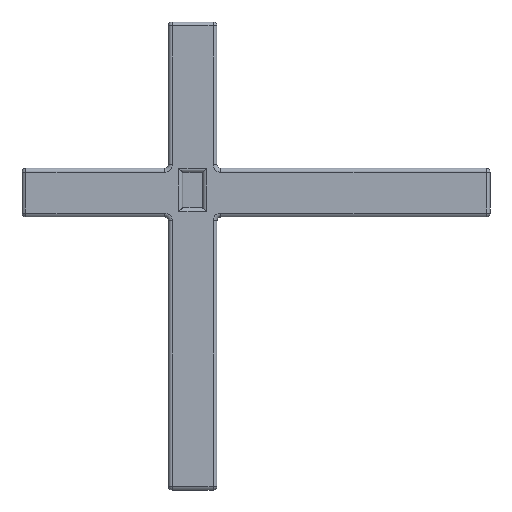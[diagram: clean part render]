
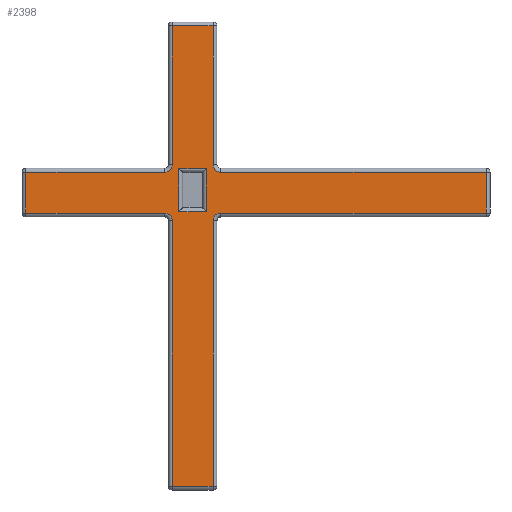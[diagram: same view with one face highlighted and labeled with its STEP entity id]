
A CAD part, front view. The second image highlights one B-rep face of the part: STEP entity #2398.
In plain terms, the highlighted planar face has unit normal (0, -1, 0).
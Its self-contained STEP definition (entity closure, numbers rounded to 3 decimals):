
#1756 = VERTEX_POINT('',#1757);
#1757 = CARTESIAN_POINT('',(10.9,-121.,103.3));
#1766 = VERTEX_POINT('',#1767);
#1767 = CARTESIAN_POINT('',(25.1,-121.,103.3));
#1774 = EDGE_CURVE('',#1756,#1766,#1775,.T.);
#1775 = LINE('',#1776,#1777);
#1776 = CARTESIAN_POINT('',(12.9,-121.,103.3));
#1777 = VECTOR('',#1778,1.);
#1778 = DIRECTION('',(1.,0.,0.));
#2336 = VERTEX_POINT('',#2337);
#2337 = CARTESIAN_POINT('',(10.9,-121.,81.3));
#2346 = EDGE_CURVE('',#2336,#1756,#2347,.T.);
#2347 = LINE('',#2348,#2349);
#2348 = CARTESIAN_POINT('',(10.9,-121.,83.3));
#2349 = VECTOR('',#2350,1.);
#2350 = DIRECTION('',(0.,0.,1.));
#2380 = VERTEX_POINT('',#2381);
#2381 = CARTESIAN_POINT('',(25.1,-121.,81.3));
#2388 = EDGE_CURVE('',#1766,#2380,#2389,.T.);
#2389 = LINE('',#2390,#2391);
#2390 = CARTESIAN_POINT('',(25.1,-121.,101.3));
#2391 = VECTOR('',#2392,1.);
#2392 = DIRECTION('',(0.,0.,-1.));
#2398 = ADVANCED_FACE('',(#2399,#2533),#2544,.F.);
#2399 = FACE_BOUND('',#2400,.F.);
#2400 = EDGE_LOOP('',(#2401,#2411,#2420,#2428,#2436,#2444,#2453,#2461,
    #2469,#2477,#2486,#2494,#2502,#2510,#2519,#2527));
#2401 = ORIENTED_EDGE('',*,*,#2402,.F.);
#2402 = EDGE_CURVE('',#2403,#2405,#2407,.T.);
#2403 = VERTEX_POINT('',#2404);
#2404 = CARTESIAN_POINT('',(7.5,-121.,76.5));
#2405 = VERTEX_POINT('',#2406);
#2406 = CARTESIAN_POINT('',(7.5,-121.,-59.5));
#2407 = LINE('',#2408,#2409);
#2408 = CARTESIAN_POINT('',(7.5,-121.,78.5));
#2409 = VECTOR('',#2410,1.);
#2410 = DIRECTION('',(0.,0.,-1.));
#2411 = ORIENTED_EDGE('',*,*,#2412,.T.);
#2412 = EDGE_CURVE('',#2403,#2413,#2415,.T.);
#2413 = VERTEX_POINT('',#2414);
#2414 = CARTESIAN_POINT('',(3.5,-121.,80.5));
#2415 = CIRCLE('',#2416,4.);
#2416 = AXIS2_PLACEMENT_3D('',#2417,#2418,#2419);
#2417 = CARTESIAN_POINT('',(3.5,-121.,76.5));
#2418 = DIRECTION('',(0.,-1.,0.));
#2419 = DIRECTION('',(1.,0.,0.));
#2420 = ORIENTED_EDGE('',*,*,#2421,.F.);
#2421 = EDGE_CURVE('',#2422,#2413,#2424,.T.);
#2422 = VERTEX_POINT('',#2423);
#2423 = CARTESIAN_POINT('',(-67.5,-121.,80.5));
#2424 = LINE('',#2425,#2426);
#2425 = CARTESIAN_POINT('',(-69.5,-121.,80.5));
#2426 = VECTOR('',#2427,1.);
#2427 = DIRECTION('',(1.,0.,0.));
#2428 = ORIENTED_EDGE('',*,*,#2429,.F.);
#2429 = EDGE_CURVE('',#2430,#2422,#2432,.T.);
#2430 = VERTEX_POINT('',#2431);
#2431 = CARTESIAN_POINT('',(-67.5,-121.,101.5));
#2432 = LINE('',#2433,#2434);
#2433 = CARTESIAN_POINT('',(-67.5,-121.,103.5));
#2434 = VECTOR('',#2435,1.);
#2435 = DIRECTION('',(0.,0.,-1.));
#2436 = ORIENTED_EDGE('',*,*,#2437,.F.);
#2437 = EDGE_CURVE('',#2438,#2430,#2440,.T.);
#2438 = VERTEX_POINT('',#2439);
#2439 = CARTESIAN_POINT('',(3.5,-121.,101.5));
#2440 = LINE('',#2441,#2442);
#2441 = CARTESIAN_POINT('',(5.5,-121.,101.5));
#2442 = VECTOR('',#2443,1.);
#2443 = DIRECTION('',(-1.,0.,0.));
#2444 = ORIENTED_EDGE('',*,*,#2445,.T.);
#2445 = EDGE_CURVE('',#2438,#2446,#2448,.T.);
#2446 = VERTEX_POINT('',#2447);
#2447 = CARTESIAN_POINT('',(7.5,-121.,105.5));
#2448 = CIRCLE('',#2449,4.);
#2449 = AXIS2_PLACEMENT_3D('',#2450,#2451,#2452);
#2450 = CARTESIAN_POINT('',(3.5,-121.,105.5));
#2451 = DIRECTION('',(0.,-1.,0.));
#2452 = DIRECTION('',(0.,0.,-1.));
#2453 = ORIENTED_EDGE('',*,*,#2454,.F.);
#2454 = EDGE_CURVE('',#2455,#2446,#2457,.T.);
#2455 = VERTEX_POINT('',#2456);
#2456 = CARTESIAN_POINT('',(7.5,-121.,176.5));
#2457 = LINE('',#2458,#2459);
#2458 = CARTESIAN_POINT('',(7.5,-121.,178.5));
#2459 = VECTOR('',#2460,1.);
#2460 = DIRECTION('',(0.,0.,-1.));
#2461 = ORIENTED_EDGE('',*,*,#2462,.F.);
#2462 = EDGE_CURVE('',#2463,#2455,#2465,.T.);
#2463 = VERTEX_POINT('',#2464);
#2464 = CARTESIAN_POINT('',(28.5,-121.,176.5));
#2465 = LINE('',#2466,#2467);
#2466 = CARTESIAN_POINT('',(30.5,-121.,176.5));
#2467 = VECTOR('',#2468,1.);
#2468 = DIRECTION('',(-1.,0.,0.));
#2469 = ORIENTED_EDGE('',*,*,#2470,.F.);
#2470 = EDGE_CURVE('',#2471,#2463,#2473,.T.);
#2471 = VERTEX_POINT('',#2472);
#2472 = CARTESIAN_POINT('',(28.5,-121.,105.5));
#2473 = LINE('',#2474,#2475);
#2474 = CARTESIAN_POINT('',(28.5,-121.,103.5));
#2475 = VECTOR('',#2476,1.);
#2476 = DIRECTION('',(0.,0.,1.));
#2477 = ORIENTED_EDGE('',*,*,#2478,.F.);
#2478 = EDGE_CURVE('',#2479,#2471,#2481,.T.);
#2479 = VERTEX_POINT('',#2480);
#2480 = CARTESIAN_POINT('',(32.5,-121.,101.5));
#2481 = CIRCLE('',#2482,4.);
#2482 = AXIS2_PLACEMENT_3D('',#2483,#2484,#2485);
#2483 = CARTESIAN_POINT('',(32.5,-121.,105.5));
#2484 = DIRECTION('',(0.,1.,0.));
#2485 = DIRECTION('',(0.,0.,-1.));
#2486 = ORIENTED_EDGE('',*,*,#2487,.F.);
#2487 = EDGE_CURVE('',#2488,#2479,#2490,.T.);
#2488 = VERTEX_POINT('',#2489);
#2489 = CARTESIAN_POINT('',(168.5,-121.,101.5));
#2490 = LINE('',#2491,#2492);
#2491 = CARTESIAN_POINT('',(170.5,-121.,101.5));
#2492 = VECTOR('',#2493,1.);
#2493 = DIRECTION('',(-1.,0.,0.));
#2494 = ORIENTED_EDGE('',*,*,#2495,.F.);
#2495 = EDGE_CURVE('',#2496,#2488,#2498,.T.);
#2496 = VERTEX_POINT('',#2497);
#2497 = CARTESIAN_POINT('',(168.5,-121.,80.5));
#2498 = LINE('',#2499,#2500);
#2499 = CARTESIAN_POINT('',(168.5,-121.,78.5));
#2500 = VECTOR('',#2501,1.);
#2501 = DIRECTION('',(0.,0.,1.));
#2502 = ORIENTED_EDGE('',*,*,#2503,.F.);
#2503 = EDGE_CURVE('',#2504,#2496,#2506,.T.);
#2504 = VERTEX_POINT('',#2505);
#2505 = CARTESIAN_POINT('',(32.5,-121.,80.5));
#2506 = LINE('',#2507,#2508);
#2507 = CARTESIAN_POINT('',(30.5,-121.,80.5));
#2508 = VECTOR('',#2509,1.);
#2509 = DIRECTION('',(1.,0.,0.));
#2510 = ORIENTED_EDGE('',*,*,#2511,.F.);
#2511 = EDGE_CURVE('',#2512,#2504,#2514,.T.);
#2512 = VERTEX_POINT('',#2513);
#2513 = CARTESIAN_POINT('',(28.5,-121.,76.5));
#2514 = CIRCLE('',#2515,4.);
#2515 = AXIS2_PLACEMENT_3D('',#2516,#2517,#2518);
#2516 = CARTESIAN_POINT('',(32.5,-121.,76.5));
#2517 = DIRECTION('',(0.,1.,0.));
#2518 = DIRECTION('',(-1.,0.,0.));
#2519 = ORIENTED_EDGE('',*,*,#2520,.F.);
#2520 = EDGE_CURVE('',#2521,#2512,#2523,.T.);
#2521 = VERTEX_POINT('',#2522);
#2522 = CARTESIAN_POINT('',(28.5,-121.,-59.5));
#2523 = LINE('',#2524,#2525);
#2524 = CARTESIAN_POINT('',(28.5,-121.,-61.5));
#2525 = VECTOR('',#2526,1.);
#2526 = DIRECTION('',(0.,0.,1.));
#2527 = ORIENTED_EDGE('',*,*,#2528,.F.);
#2528 = EDGE_CURVE('',#2405,#2521,#2529,.T.);
#2529 = LINE('',#2530,#2531);
#2530 = CARTESIAN_POINT('',(5.5,-121.,-59.5));
#2531 = VECTOR('',#2532,1.);
#2532 = DIRECTION('',(1.,0.,0.));
#2533 = FACE_BOUND('',#2534,.F.);
#2534 = EDGE_LOOP('',(#2535,#2536,#2542,#2543));
#2535 = ORIENTED_EDGE('',*,*,#2346,.F.);
#2536 = ORIENTED_EDGE('',*,*,#2537,.F.);
#2537 = EDGE_CURVE('',#2380,#2336,#2538,.T.);
#2538 = LINE('',#2539,#2540);
#2539 = CARTESIAN_POINT('',(23.1,-121.,81.3));
#2540 = VECTOR('',#2541,1.);
#2541 = DIRECTION('',(-1.,0.,0.));
#2542 = ORIENTED_EDGE('',*,*,#2388,.F.);
#2543 = ORIENTED_EDGE('',*,*,#1774,.F.);
#2544 = PLANE('',#2545);
#2545 = AXIS2_PLACEMENT_3D('',#2546,#2547,#2548);
#2546 = CARTESIAN_POINT('',(35.943,-121.,73.057));
#2547 = DIRECTION('',(0.,1.,0.));
#2548 = DIRECTION('',(0.,0.,1.));
